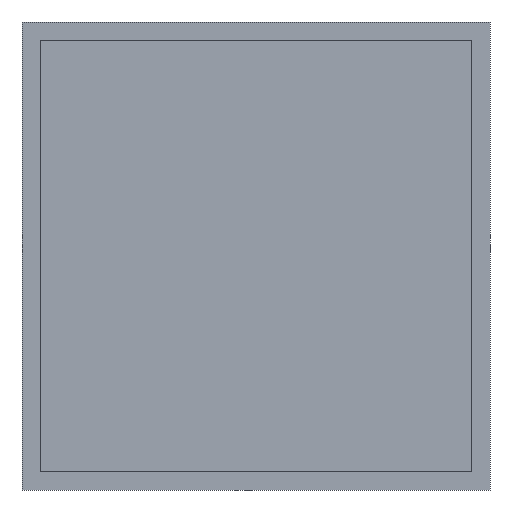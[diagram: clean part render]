
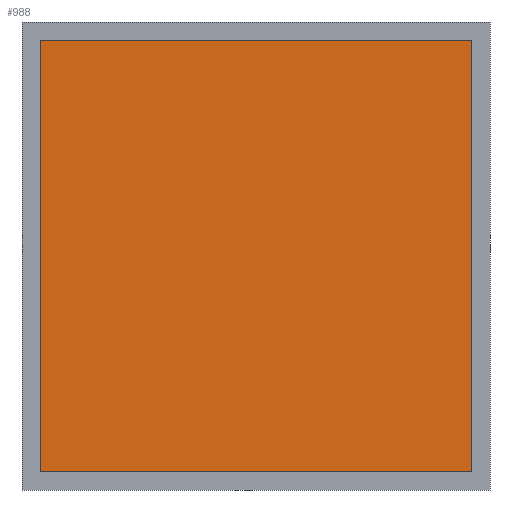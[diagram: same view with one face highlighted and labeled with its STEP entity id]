
A CAD part, front view. The second image highlights one B-rep face of the part: STEP entity #988.
In plain terms, the highlighted planar face has unit normal (0, -1, 0).
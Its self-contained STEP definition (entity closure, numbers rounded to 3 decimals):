
#679 = VERTEX_POINT('',#680);
#680 = CARTESIAN_POINT('',(40.,22.5,40.));
#689 = PLANE('',#690);
#690 = AXIS2_PLACEMENT_3D('',#691,#692,#693);
#691 = CARTESIAN_POINT('',(40.,22.5,40.));
#692 = DIRECTION('',(0.,0.,-1.));
#693 = DIRECTION('',(1.,0.,0.));
#701 = PLANE('',#702);
#702 = AXIS2_PLACEMENT_3D('',#703,#704,#705);
#703 = CARTESIAN_POINT('',(40.,22.5,960.));
#704 = DIRECTION('',(-1.,0.,0.));
#705 = DIRECTION('',(0.,0.,-1.));
#742 = VERTEX_POINT('',#743);
#743 = CARTESIAN_POINT('',(960.,22.5,40.));
#757 = PLANE('',#758);
#758 = AXIS2_PLACEMENT_3D('',#759,#760,#761);
#759 = CARTESIAN_POINT('',(960.,22.5,40.));
#760 = DIRECTION('',(1.,0.,0.));
#761 = DIRECTION('',(0.,0.,1.));
#769 = EDGE_CURVE('',#679,#742,#770,.T.);
#770 = SURFACE_CURVE('',#771,(#775,#782),.PCURVE_S1.);
#771 = LINE('',#772,#773);
#772 = CARTESIAN_POINT('',(40.,22.5,40.));
#773 = VECTOR('',#774,1.);
#774 = DIRECTION('',(1.,0.,0.));
#775 = PCURVE('',#689,#776);
#776 = DEFINITIONAL_REPRESENTATION('',(#777),#781);
#777 = LINE('',#778,#779);
#778 = CARTESIAN_POINT('',(0.,0.));
#779 = VECTOR('',#780,1.);
#780 = DIRECTION('',(1.,0.));
#781 = ( GEOMETRIC_REPRESENTATION_CONTEXT(2) 
PARAMETRIC_REPRESENTATION_CONTEXT() REPRESENTATION_CONTEXT('2D SPACE',''
  ) );
#782 = PCURVE('',#783,#788);
#783 = PLANE('',#784);
#784 = AXIS2_PLACEMENT_3D('',#785,#786,#787);
#785 = CARTESIAN_POINT('',(40.,22.5,40.));
#786 = DIRECTION('',(0.,1.,0.));
#787 = DIRECTION('',(0.,0.,1.));
#788 = DEFINITIONAL_REPRESENTATION('',(#789),#793);
#789 = LINE('',#790,#791);
#790 = CARTESIAN_POINT('',(0.,0.));
#791 = VECTOR('',#792,1.);
#792 = DIRECTION('',(0.,1.));
#793 = ( GEOMETRIC_REPRESENTATION_CONTEXT(2) 
PARAMETRIC_REPRESENTATION_CONTEXT() REPRESENTATION_CONTEXT('2D SPACE',''
  ) );
#823 = VERTEX_POINT('',#824);
#824 = CARTESIAN_POINT('',(960.,22.5,960.));
#838 = PLANE('',#839);
#839 = AXIS2_PLACEMENT_3D('',#840,#841,#842);
#840 = CARTESIAN_POINT('',(960.,22.5,960.));
#841 = DIRECTION('',(0.,0.,1.));
#842 = DIRECTION('',(-1.,0.,0.));
#850 = EDGE_CURVE('',#742,#823,#851,.T.);
#851 = SURFACE_CURVE('',#852,(#856,#863),.PCURVE_S1.);
#852 = LINE('',#853,#854);
#853 = CARTESIAN_POINT('',(960.,22.5,40.));
#854 = VECTOR('',#855,1.);
#855 = DIRECTION('',(0.,0.,1.));
#856 = PCURVE('',#757,#857);
#857 = DEFINITIONAL_REPRESENTATION('',(#858),#862);
#858 = LINE('',#859,#860);
#859 = CARTESIAN_POINT('',(0.,0.));
#860 = VECTOR('',#861,1.);
#861 = DIRECTION('',(1.,0.));
#862 = ( GEOMETRIC_REPRESENTATION_CONTEXT(2) 
PARAMETRIC_REPRESENTATION_CONTEXT() REPRESENTATION_CONTEXT('2D SPACE',''
  ) );
#863 = PCURVE('',#783,#864);
#864 = DEFINITIONAL_REPRESENTATION('',(#865),#869);
#865 = LINE('',#866,#867);
#866 = CARTESIAN_POINT('',(0.,920.));
#867 = VECTOR('',#868,1.);
#868 = DIRECTION('',(1.,0.));
#869 = ( GEOMETRIC_REPRESENTATION_CONTEXT(2) 
PARAMETRIC_REPRESENTATION_CONTEXT() REPRESENTATION_CONTEXT('2D SPACE',''
  ) );
#899 = VERTEX_POINT('',#900);
#900 = CARTESIAN_POINT('',(40.,22.5,960.));
#921 = EDGE_CURVE('',#823,#899,#922,.T.);
#922 = SURFACE_CURVE('',#923,(#927,#934),.PCURVE_S1.);
#923 = LINE('',#924,#925);
#924 = CARTESIAN_POINT('',(960.,22.5,960.));
#925 = VECTOR('',#926,1.);
#926 = DIRECTION('',(-1.,0.,0.));
#927 = PCURVE('',#838,#928);
#928 = DEFINITIONAL_REPRESENTATION('',(#929),#933);
#929 = LINE('',#930,#931);
#930 = CARTESIAN_POINT('',(0.,0.));
#931 = VECTOR('',#932,1.);
#932 = DIRECTION('',(1.,0.));
#933 = ( GEOMETRIC_REPRESENTATION_CONTEXT(2) 
PARAMETRIC_REPRESENTATION_CONTEXT() REPRESENTATION_CONTEXT('2D SPACE',''
  ) );
#934 = PCURVE('',#783,#935);
#935 = DEFINITIONAL_REPRESENTATION('',(#936),#940);
#936 = LINE('',#937,#938);
#937 = CARTESIAN_POINT('',(920.,920.));
#938 = VECTOR('',#939,1.);
#939 = DIRECTION('',(0.,-1.));
#940 = ( GEOMETRIC_REPRESENTATION_CONTEXT(2) 
PARAMETRIC_REPRESENTATION_CONTEXT() REPRESENTATION_CONTEXT('2D SPACE',''
  ) );
#968 = EDGE_CURVE('',#899,#679,#969,.T.);
#969 = SURFACE_CURVE('',#970,(#974,#981),.PCURVE_S1.);
#970 = LINE('',#971,#972);
#971 = CARTESIAN_POINT('',(40.,22.5,960.));
#972 = VECTOR('',#973,1.);
#973 = DIRECTION('',(0.,0.,-1.));
#974 = PCURVE('',#701,#975);
#975 = DEFINITIONAL_REPRESENTATION('',(#976),#980);
#976 = LINE('',#977,#978);
#977 = CARTESIAN_POINT('',(0.,0.));
#978 = VECTOR('',#979,1.);
#979 = DIRECTION('',(1.,0.));
#980 = ( GEOMETRIC_REPRESENTATION_CONTEXT(2) 
PARAMETRIC_REPRESENTATION_CONTEXT() REPRESENTATION_CONTEXT('2D SPACE',''
  ) );
#981 = PCURVE('',#783,#982);
#982 = DEFINITIONAL_REPRESENTATION('',(#983),#987);
#983 = LINE('',#984,#985);
#984 = CARTESIAN_POINT('',(920.,0.));
#985 = VECTOR('',#986,1.);
#986 = DIRECTION('',(-1.,0.));
#987 = ( GEOMETRIC_REPRESENTATION_CONTEXT(2) 
PARAMETRIC_REPRESENTATION_CONTEXT() REPRESENTATION_CONTEXT('2D SPACE',''
  ) );
#988 = ADVANCED_FACE('',(#989),#783,.F.);
#989 = FACE_BOUND('',#990,.T.);
#990 = EDGE_LOOP('',(#991,#992,#993,#994));
#991 = ORIENTED_EDGE('',*,*,#769,.T.);
#992 = ORIENTED_EDGE('',*,*,#850,.T.);
#993 = ORIENTED_EDGE('',*,*,#921,.T.);
#994 = ORIENTED_EDGE('',*,*,#968,.T.);
